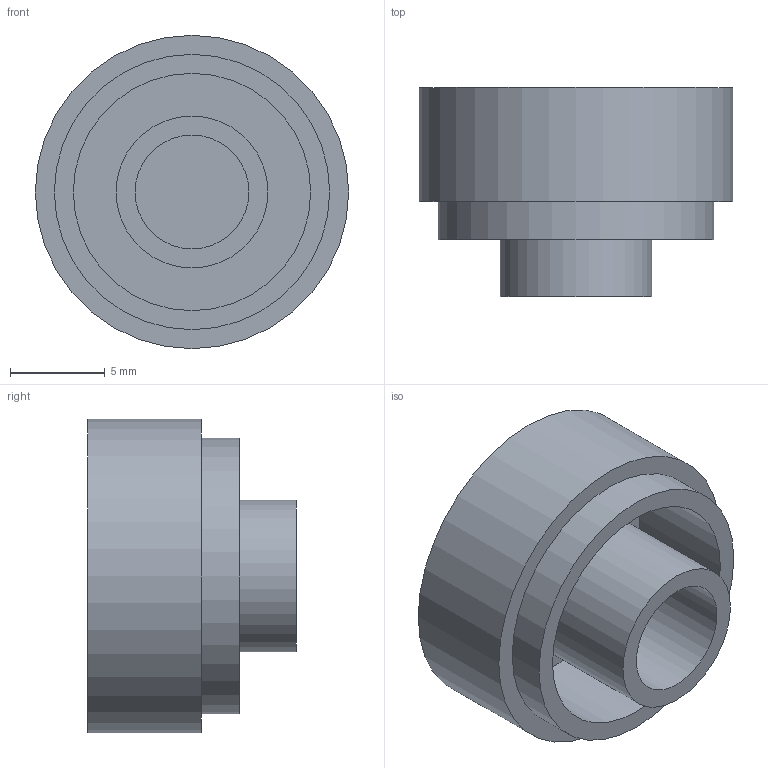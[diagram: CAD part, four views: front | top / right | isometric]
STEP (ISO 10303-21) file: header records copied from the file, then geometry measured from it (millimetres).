
FILE_DESCRIPTION (( 'STEP AP214' ), '1' );
FILE_NAME ('1129-Z1P-A.STEP', '2013-05-15T14:52:26', ( '3DAssist' ), ( '' ), 'SwSTEP 2.0', 'SolidWorks 2013', '' );
FILE_SCHEMA (( 'AUTOMOTIVE_DESIGN' ));
Length unit declared in the file: millimetre
Products named in the file (1): 1129-Z1P-A
Bounding box: 16.5 x 11 x 16.5 mm (x, y, z)
Volume: 1046.3 mm3; surface area: 1480.9 mm2
Topology: 1 solids, 1 shells, 16 faces, 27 edges, 18 vertices
Faces by surface type: plane 11, cylinder 5
Full cylindrical faces by diameter (mm): 6 x1, 8 x1, 12.5 x1, 14.5 x1, 16.5 x1
Entity records: 445 total; most frequent: DIRECTION 66, CARTESIAN_POINT 57, ORIENTED_EDGE 44, AXIS2_PLACEMENT_3D 27, EDGE_LOOP 26, EDGE_CURVE 22, FACE_OUTER_BOUND 21, VERTEX_POINT 18
